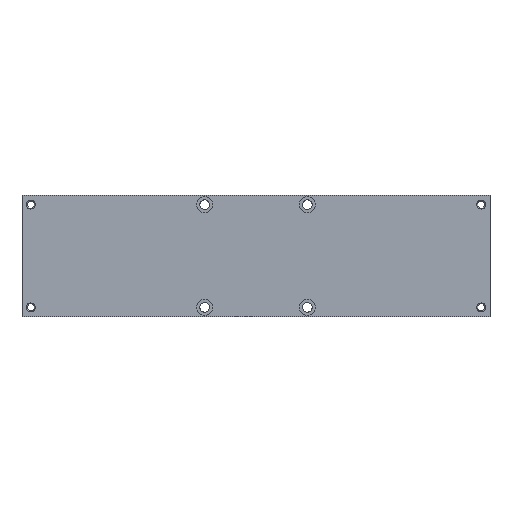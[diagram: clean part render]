
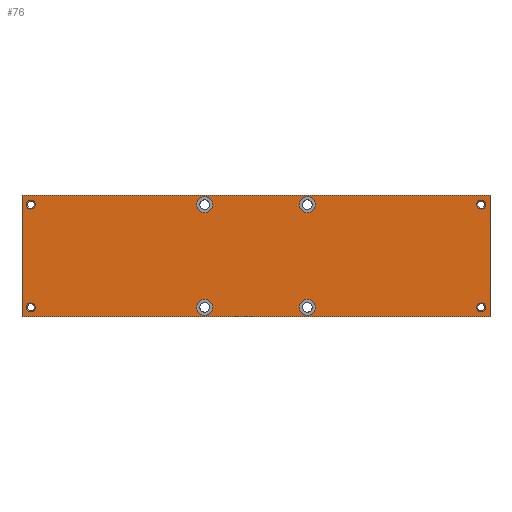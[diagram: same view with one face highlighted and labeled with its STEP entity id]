
A CAD part, top view. The second image highlights one B-rep face of the part: STEP entity #76.
In plain terms, the highlighted planar face has unit normal (0, 0, 1).
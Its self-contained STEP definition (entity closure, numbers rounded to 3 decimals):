
#76 = ADVANCED_FACE( '', ( #174, #175, #176, #177, #178, #179, #180, #181, #182 ), #183, .F. );
#174 = FACE_BOUND( '', #311, .T. );
#175 = FACE_BOUND( '', #312, .T. );
#176 = FACE_BOUND( '', #313, .T. );
#177 = FACE_BOUND( '', #314, .T. );
#178 = FACE_BOUND( '', #315, .T. );
#179 = FACE_BOUND( '', #316, .T. );
#180 = FACE_BOUND( '', #317, .T. );
#181 = FACE_BOUND( '', #318, .T. );
#182 = FACE_OUTER_BOUND( '', #319, .T. );
#183 = PLANE( '', #320 );
#311 = EDGE_LOOP( '', ( #467 ) );
#312 = EDGE_LOOP( '', ( #468 ) );
#313 = EDGE_LOOP( '', ( #469 ) );
#314 = EDGE_LOOP( '', ( #470 ) );
#315 = EDGE_LOOP( '', ( #471 ) );
#316 = EDGE_LOOP( '', ( #472 ) );
#317 = EDGE_LOOP( '', ( #473 ) );
#318 = EDGE_LOOP( '', ( #474 ) );
#319 = EDGE_LOOP( '', ( #475, #476, #477, #478 ) );
#320 = AXIS2_PLACEMENT_3D( '', #479, #480, #481 );
#467 = ORIENTED_EDGE( '', *, *, #640, .T. );
#468 = ORIENTED_EDGE( '', *, *, #641, .F. );
#469 = ORIENTED_EDGE( '', *, *, #642, .F. );
#470 = ORIENTED_EDGE( '', *, *, #643, .T. );
#471 = ORIENTED_EDGE( '', *, *, #619, .T. );
#472 = ORIENTED_EDGE( '', *, *, #644, .F. );
#473 = ORIENTED_EDGE( '', *, *, #610, .F. );
#474 = ORIENTED_EDGE( '', *, *, #645, .T. );
#475 = ORIENTED_EDGE( '', *, *, #646, .F. );
#476 = ORIENTED_EDGE( '', *, *, #627, .F. );
#477 = ORIENTED_EDGE( '', *, *, #647, .F. );
#478 = ORIENTED_EDGE( '', *, *, #648, .F. );
#479 = CARTESIAN_POINT( '', ( -159.5, 41.5, 9.5 ) );
#480 = DIRECTION( '', ( 0., 0., -1. ) );
#481 = DIRECTION( '', ( 0., 1., 0. ) );
#610 = EDGE_CURVE( '', #686, #686, #687, .T. );
#619 = EDGE_CURVE( '', #701, #701, #702, .T. );
#627 = EDGE_CURVE( '', #714, #716, #717, .T. );
#640 = EDGE_CURVE( '', #736, #736, #737, .T. );
#641 = EDGE_CURVE( '', #738, #738, #739, .T. );
#642 = EDGE_CURVE( '', #740, #740, #741, .T. );
#643 = EDGE_CURVE( '', #742, #742, #743, .T. );
#644 = EDGE_CURVE( '', #744, #744, #745, .T. );
#645 = EDGE_CURVE( '', #746, #746, #747, .T. );
#646 = EDGE_CURVE( '', #716, #748, #749, .T. );
#647 = EDGE_CURVE( '', #750, #714, #751, .T. );
#648 = EDGE_CURVE( '', #748, #750, #752, .T. );
#686 = VERTEX_POINT( '', #800 );
#687 = CIRCLE( '', #801, 3. );
#701 = VERTEX_POINT( '', #815 );
#702 = CIRCLE( '', #816, 3. );
#714 = VERTEX_POINT( '', #829 );
#716 = VERTEX_POINT( '', #832 );
#717 = LINE( '', #833, #834 );
#736 = VERTEX_POINT( '', #854 );
#737 = CIRCLE( '', #855, 5.5 );
#738 = VERTEX_POINT( '', #856 );
#739 = CIRCLE( '', #857, 5.5 );
#740 = VERTEX_POINT( '', #858 );
#741 = CIRCLE( '', #859, 5.5 );
#742 = VERTEX_POINT( '', #860 );
#743 = CIRCLE( '', #861, 5.5 );
#744 = VERTEX_POINT( '', #862 );
#745 = CIRCLE( '', #863, 3. );
#746 = VERTEX_POINT( '', #864 );
#747 = CIRCLE( '', #865, 3. );
#748 = VERTEX_POINT( '', #866 );
#749 = LINE( '', #867, #868 );
#750 = VERTEX_POINT( '', #869 );
#751 = LINE( '', #870, #871 );
#752 = LINE( '', #872, #873 );
#800 = CARTESIAN_POINT( '', ( -156.5, 35., 9.5 ) );
#801 = AXIS2_PLACEMENT_3D( '', #926, #927, #928 );
#815 = CARTESIAN_POINT( '', ( -156.5, -35., 9.5 ) );
#816 = AXIS2_PLACEMENT_3D( '', #944, #945, #946 );
#829 = CARTESIAN_POINT( '', ( 159.5, -41.5, 9.5 ) );
#832 = CARTESIAN_POINT( '', ( -159.5, -41.5, 9.5 ) );
#833 = CARTESIAN_POINT( '', ( 159.5, -41.5, 9.5 ) );
#834 = VECTOR( '', #958, 1000. );
#854 = CARTESIAN_POINT( '', ( -40.5, -35., 9.5 ) );
#855 = AXIS2_PLACEMENT_3D( '', #978, #979, #980 );
#856 = CARTESIAN_POINT( '', ( 40.5, -35., 9.5 ) );
#857 = AXIS2_PLACEMENT_3D( '', #981, #982, #983 );
#858 = CARTESIAN_POINT( '', ( -40.5, 35., 9.5 ) );
#859 = AXIS2_PLACEMENT_3D( '', #984, #985, #986 );
#860 = CARTESIAN_POINT( '', ( 40.5, 35., 9.5 ) );
#861 = AXIS2_PLACEMENT_3D( '', #987, #988, #989 );
#862 = CARTESIAN_POINT( '', ( 156.5, -35., 9.5 ) );
#863 = AXIS2_PLACEMENT_3D( '', #990, #991, #992 );
#864 = CARTESIAN_POINT( '', ( 156.5, 35., 9.5 ) );
#865 = AXIS2_PLACEMENT_3D( '', #993, #994, #995 );
#866 = CARTESIAN_POINT( '', ( -159.5, 41.5, 9.5 ) );
#867 = CARTESIAN_POINT( '', ( -159.5, -41.5, 9.5 ) );
#868 = VECTOR( '', #996, 1000. );
#869 = CARTESIAN_POINT( '', ( 159.5, 41.5, 9.5 ) );
#870 = CARTESIAN_POINT( '', ( 159.5, 41.5, 9.5 ) );
#871 = VECTOR( '', #997, 1000. );
#872 = CARTESIAN_POINT( '', ( -159.5, 41.5, 9.5 ) );
#873 = VECTOR( '', #998, 1000. );
#926 = CARTESIAN_POINT( '', ( -153.5, 35., 9.5 ) );
#927 = DIRECTION( '', ( 0., 0., 1. ) );
#928 = DIRECTION( '', ( -1., 0., 0. ) );
#944 = CARTESIAN_POINT( '', ( -153.5, -35., 9.5 ) );
#945 = DIRECTION( '', ( 0., 0., -1. ) );
#946 = DIRECTION( '', ( -1., 0., 0. ) );
#958 = DIRECTION( '', ( -1., 0., 0. ) );
#978 = CARTESIAN_POINT( '', ( -35., -35., 9.5 ) );
#979 = DIRECTION( '', ( 0., 0., -1. ) );
#980 = DIRECTION( '', ( -1., 0., 0. ) );
#981 = CARTESIAN_POINT( '', ( 35., -35., 9.5 ) );
#982 = DIRECTION( '', ( 0., 0., 1. ) );
#983 = DIRECTION( '', ( 1., 0., 0. ) );
#984 = CARTESIAN_POINT( '', ( -35., 35., 9.5 ) );
#985 = DIRECTION( '', ( 0., 0., 1. ) );
#986 = DIRECTION( '', ( -1., 0., 0. ) );
#987 = CARTESIAN_POINT( '', ( 35., 35., 9.5 ) );
#988 = DIRECTION( '', ( 0., 0., -1. ) );
#989 = DIRECTION( '', ( 1., 0., 0. ) );
#990 = CARTESIAN_POINT( '', ( 153.5, -35., 9.5 ) );
#991 = DIRECTION( '', ( 0., 0., 1. ) );
#992 = DIRECTION( '', ( 1., 0., 0. ) );
#993 = CARTESIAN_POINT( '', ( 153.5, 35., 9.5 ) );
#994 = DIRECTION( '', ( 0., 0., -1. ) );
#995 = DIRECTION( '', ( 1., 0., 0. ) );
#996 = DIRECTION( '', ( 0., 1., 0. ) );
#997 = DIRECTION( '', ( 0., -1., 0. ) );
#998 = DIRECTION( '', ( 1., 0., 0. ) );
